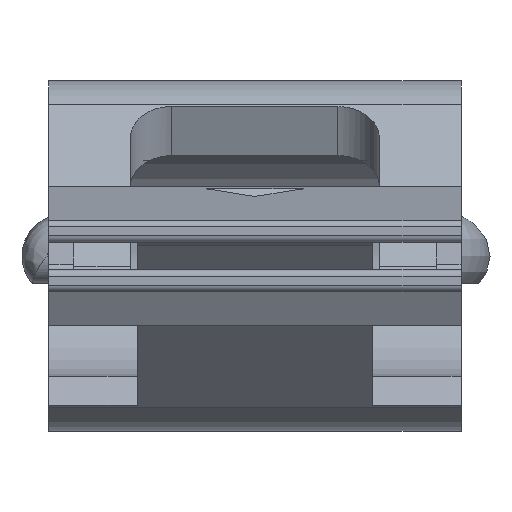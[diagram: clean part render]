
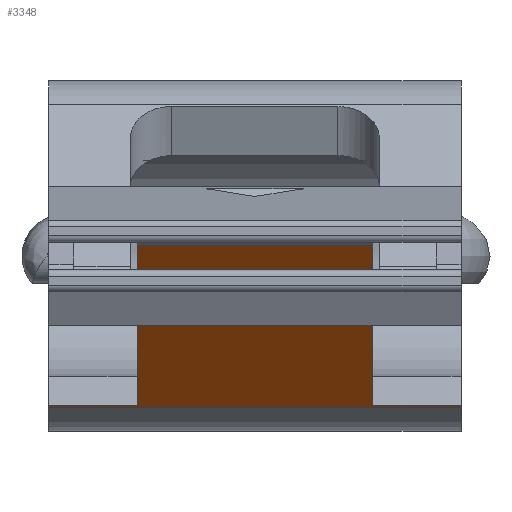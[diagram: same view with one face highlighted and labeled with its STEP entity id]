
A CAD part, front view. The second image highlights one B-rep face of the part: STEP entity #3348.
In plain terms, the highlighted planar face has unit normal (0, -0.707, -0.707).
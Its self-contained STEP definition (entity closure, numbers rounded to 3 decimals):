
#218=LINE('',#5050,#573);
#219=LINE('',#5053,#574);
#220=LINE('',#5055,#575);
#221=LINE('',#5057,#576);
#222=LINE('',#5059,#577);
#223=LINE('',#5061,#578);
#224=LINE('',#5063,#579);
#225=LINE('',#5065,#580);
#573=VECTOR('',#3965,1000.);
#574=VECTOR('',#3966,1000.);
#575=VECTOR('',#3967,1000.);
#576=VECTOR('',#3968,1000.);
#577=VECTOR('',#3969,1000.);
#578=VECTOR('',#3970,1000.);
#579=VECTOR('',#3971,1000.);
#580=VECTOR('',#3972,1000.);
#951=ORIENTED_EDGE('',*,*,#1967,.F.);
#952=ORIENTED_EDGE('',*,*,#1968,.T.);
#953=ORIENTED_EDGE('',*,*,#1969,.F.);
#954=ORIENTED_EDGE('',*,*,#1970,.T.);
#955=ORIENTED_EDGE('',*,*,#1971,.T.);
#956=ORIENTED_EDGE('',*,*,#1972,.T.);
#957=ORIENTED_EDGE('',*,*,#1973,.T.);
#958=ORIENTED_EDGE('',*,*,#1974,.T.);
#1967=EDGE_CURVE('',#2473,#2474,#218,.T.);
#1968=EDGE_CURVE('',#2473,#2475,#219,.T.);
#1969=EDGE_CURVE('',#2476,#2475,#220,.T.);
#1970=EDGE_CURVE('',#2476,#2477,#221,.F.);
#1971=EDGE_CURVE('',#2477,#2478,#222,.T.);
#1972=EDGE_CURVE('',#2478,#2479,#223,.T.);
#1973=EDGE_CURVE('',#2479,#2480,#224,.T.);
#1974=EDGE_CURVE('',#2480,#2474,#225,.F.);
#2473=VERTEX_POINT('',#5051);
#2474=VERTEX_POINT('',#5052);
#2475=VERTEX_POINT('',#5054);
#2476=VERTEX_POINT('',#5056);
#2477=VERTEX_POINT('',#5058);
#2478=VERTEX_POINT('',#5060);
#2479=VERTEX_POINT('',#5062);
#2480=VERTEX_POINT('',#5064);
#2863=EDGE_LOOP('',(#951,#952,#953,#954,#955,#956,#957,#958));
#3054=FACE_BOUND('',#2863,.T.);
#3236=PLANE('',#3564);
#3348=ADVANCED_FACE('',(#3054),#3236,.T.);
#3564=AXIS2_PLACEMENT_3D('',#5049,#3963,#3964);
#3963=DIRECTION('',(0.,-0.707,-0.707));
#3964=DIRECTION('',(0.,0.707,-0.707));
#3965=DIRECTION('',(0.,0.707,-0.707));
#3966=DIRECTION('',(-1.,0.,0.));
#3967=DIRECTION('',(0.,0.707,-0.707));
#3968=DIRECTION('',(1.,0.,0.));
#3969=DIRECTION('',(0.,0.707,-0.707));
#3970=DIRECTION('',(-1.,0.,0.));
#3971=DIRECTION('',(0.,0.707,-0.707));
#3972=DIRECTION('',(-1.,0.,0.));
#5049=CARTESIAN_POINT('',(-5.,-30.798,-4.503));
#5050=CARTESIAN_POINT('',(14.9,-30.798,-4.503));
#5051=CARTESIAN_POINT('',(14.9,-24.517,-10.785));
#5052=CARTESIAN_POINT('',(14.9,-24.396,-10.906));
#5053=CARTESIAN_POINT('',(8.5,-24.517,-10.785));
#5054=CARTESIAN_POINT('',(8.5,-24.517,-10.785));
#5055=CARTESIAN_POINT('',(8.5,-30.798,-4.503));
#5056=CARTESIAN_POINT('',(8.5,-36.059,0.757));
#5057=CARTESIAN_POINT('',(-5.,-36.059,0.757));
#5058=CARTESIAN_POINT('',(-8.5,-36.059,0.757));
#5059=CARTESIAN_POINT('',(-8.5,-30.798,-4.503));
#5060=CARTESIAN_POINT('',(-8.5,-24.517,-10.785));
#5061=CARTESIAN_POINT('',(-17.5,-24.517,-10.785));
#5062=CARTESIAN_POINT('',(-14.9,-24.517,-10.785));
#5063=CARTESIAN_POINT('',(-14.9,-30.798,-4.503));
#5064=CARTESIAN_POINT('',(-14.9,-24.396,-10.906));
#5065=CARTESIAN_POINT('',(-5.,-24.396,-10.906));
